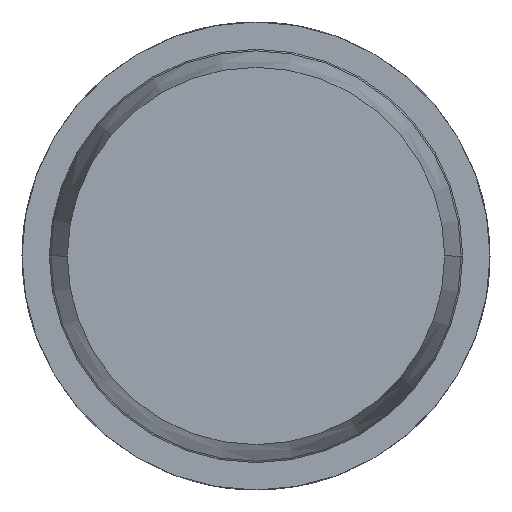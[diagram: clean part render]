
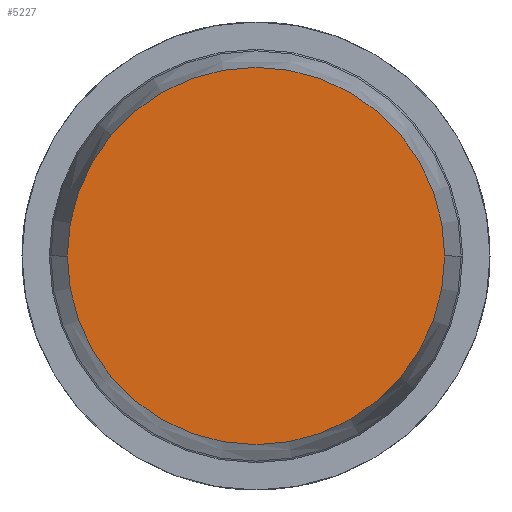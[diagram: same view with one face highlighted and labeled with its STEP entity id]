
A CAD part, front view. The second image highlights one B-rep face of the part: STEP entity #5227.
In plain terms, the highlighted planar face has unit normal (0, -1, 0).
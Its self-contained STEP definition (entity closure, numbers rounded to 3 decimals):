
#303 = FACE_OUTER_BOUND ( 'NONE', #3523, .T. ) ;
#592 = CARTESIAN_POINT ( 'NONE',  ( 0., -19., 0. ) ) ;
#698 = VERTEX_POINT ( 'NONE', #1141 ) ;
#1141 = CARTESIAN_POINT ( 'NONE',  ( 1.209, -19., 0. ) ) ;
#1268 = CIRCLE ( 'NONE', #4311, 1.209 ) ;
#1445 = CIRCLE ( 'NONE', #4284, 1.209 ) ;
#1454 = DIRECTION ( 'NONE',  ( 1., 0., 0. ) ) ;
#1718 = EDGE_CURVE ( 'Defeature ausgef�hrt1_0+Defeature ausgef�hrt1_10+Defeature ausgef�hrt1_10+Defeature ausgef�hrt1_10', #698, #4756, #1268, .T. ) ;
#1779 = AXIS2_PLACEMENT_3D ( 'NONE', #2117, #4967, #2526 ) ;
#2079 = ORIENTED_EDGE ( 'NONE', *, *, #2811, .T. ) ;
#2117 = CARTESIAN_POINT ( 'NONE',  ( 0., -19., 0. ) ) ;
#2526 = DIRECTION ( 'NONE',  ( 1., 0., 0. ) ) ;
#2811 = EDGE_CURVE ( 'Defeature ausgef�hrt1_0+Defeature ausgef�hrt1_10+Defeature ausgef�hrt1_10+Defeature ausgef�hrt1_10', #4756, #698, #1445, .T. ) ;
#3203 = ORIENTED_EDGE ( 'NONE', *, *, #1718, .T. ) ;
#3349 = DIRECTION ( 'NONE',  ( 1., 0., 0. ) ) ;
#3420 = DIRECTION ( 'NONE',  ( 0., -1., 0. ) ) ;
#3523 = EDGE_LOOP ( 'NONE', ( #2079, #3203 ) ) ;
#3725 = DIRECTION ( 'NONE',  ( 0., -1., 0. ) ) ;
#3812 = PLANE ( 'NONE',  #1779 ) ;
#4117 = CARTESIAN_POINT ( 'NONE',  ( 0., -19., 0. ) ) ;
#4284 = AXIS2_PLACEMENT_3D ( 'NONE', #4117, #3725, #3349 ) ;
#4311 = AXIS2_PLACEMENT_3D ( 'NONE', #592, #3420, #1454 ) ;
#4696 = CARTESIAN_POINT ( 'NONE',  ( -1.209, -19., 0. ) ) ;
#4756 = VERTEX_POINT ( 'NONE', #4696 ) ;
#4967 = DIRECTION ( 'NONE',  ( 0., -1., 0. ) ) ;
#5227 = ADVANCED_FACE ( 'Defeature ausgef�hrt1_0', ( #303 ), #3812, .T. ) ;
